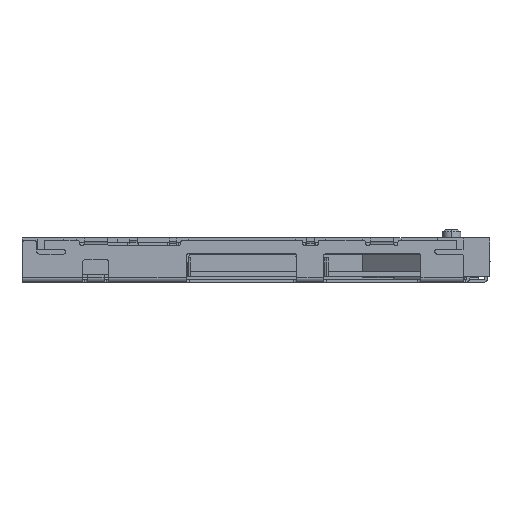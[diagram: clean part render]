
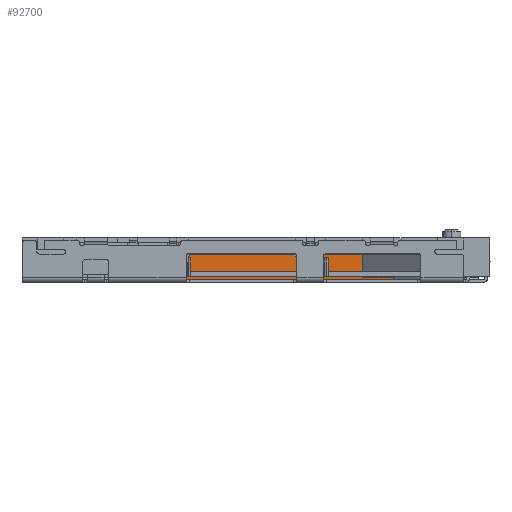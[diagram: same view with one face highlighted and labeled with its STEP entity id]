
A CAD part, left-side view. The second image highlights one B-rep face of the part: STEP entity #92700.
In plain terms, the highlighted planar face has unit normal (-1, 0, 0).
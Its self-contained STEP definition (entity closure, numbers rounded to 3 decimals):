
#23420=CARTESIAN_POINT('',(7.6,12.621,-18.4));
#23430=VERTEX_POINT('',#23420);
#28680=CARTESIAN_POINT('',(7.6,10.221,-18.4));
#28690=VERTEX_POINT('',#28680);
#31810=CARTESIAN_POINT('',(7.6,27.971,-18.4));
#31820=DIRECTION('',(0.,-1.,0.));
#31830=VECTOR('',#31820,1.);
#31840=LINE('',#31810,#31830);
#31850=CARTESIAN_POINT('',(7.6,0.521,-18.4));
#31860=VERTEX_POINT('',#31850);
#31870=EDGE_CURVE('',#28690,#31860,#31840,.T.);
#32450=CARTESIAN_POINT('',(7.6,21.721,-18.4));
#32460=VERTEX_POINT('',#32450);
#32490=EDGE_CURVE('',#32460,#23430,#31840,.T.);
#86100=CARTESIAN_POINT('',(7.6,0.521,-18.3));
#86110=VERTEX_POINT('',#86100);
#87270=CARTESIAN_POINT('',(7.6,0.521,-16.));
#87280=DIRECTION('',(0.,0.,1.));
#87290=VECTOR('',#87280,1.);
#87300=LINE('',#87270,#87290);
#87310=EDGE_CURVE('',#31860,#86110,#87300,.T.);
#91820=CARTESIAN_POINT('',(7.6,5.821,-18.3));
#91830=VERTEX_POINT('',#91820);
#91860=CARTESIAN_POINT('',(7.6,5.821,-16.));
#91870=DIRECTION('',(0.,0.,-1.));
#91880=VECTOR('',#91870,1.);
#91890=LINE('',#91860,#91880);
#91900=CARTESIAN_POINT('',(7.6,5.821,-16.65));
#91910=VERTEX_POINT('',#91900);
#91920=EDGE_CURVE('',#91910,#91830,#91890,.T.);
#92130=CARTESIAN_POINT('',(7.6,22.021,-18.3));
#92140=DIRECTION('',(0.,-1.,0.));
#92150=VECTOR('',#92140,1.);
#92160=LINE('',#92130,#92150);
#92170=EDGE_CURVE('',#91830,#86110,#92160,.T.);
#92220=CARTESIAN_POINT('',(7.6,22.021,-18.3));
#92230=DIRECTION('',(1.,0.,0.));
#92240=DIRECTION('',(0.,-1.,0.));
#92250=AXIS2_PLACEMENT_3D('',#92220,#92230,#92240);
#92260=PLANE('',#92250);
#92270=CARTESIAN_POINT('',(7.6,21.721,-16.));
#92280=DIRECTION('',(0.,0.,-1.));
#92290=VECTOR('',#92280,1.);
#92300=LINE('',#92270,#92290);
#92310=CARTESIAN_POINT('',(7.6,21.721,-16.7));
#92320=VERTEX_POINT('',#92310);
#92330=EDGE_CURVE('',#92320,#32460,#92300,.T.);
#92340=ORIENTED_EDGE('',*,*,#92330,.T.);
#92350=CARTESIAN_POINT('',(7.6,22.021,-16.7));
#92360=DIRECTION('',(0.,-1.,0.));
#92370=VECTOR('',#92360,1.);
#92380=LINE('',#92350,#92370);
#92390=CARTESIAN_POINT('',(7.6,6.321,-16.7));
#92400=VERTEX_POINT('',#92390);
#92410=EDGE_CURVE('',#92320,#92400,#92380,.T.);
#92420=ORIENTED_EDGE('',*,*,#92410,.F.);
#92430=CARTESIAN_POINT('',(7.6,6.321,-16.));
#92440=DIRECTION('',(0.,0.,-1.));
#92450=VECTOR('',#92440,1.);
#92460=LINE('',#92430,#92450);
#92470=CARTESIAN_POINT('',(7.6,6.321,-16.65));
#92480=VERTEX_POINT('',#92470);
#92490=EDGE_CURVE('',#92480,#92400,#92460,.T.);
#92500=ORIENTED_EDGE('',*,*,#92490,.T.);
#92510=CARTESIAN_POINT('',(7.6,221.892,-16.65));
#92520=DIRECTION('',(0.,-1.,0.));
#92530=VECTOR('',#92520,1.);
#92540=LINE('',#92510,#92530);
#92550=EDGE_CURVE('',#92480,#91910,#92540,.T.);
#92560=ORIENTED_EDGE('',*,*,#92550,.F.);
#92570=ORIENTED_EDGE('',*,*,#91920,.F.);
#92580=ORIENTED_EDGE('',*,*,#92170,.F.);
#92590=ORIENTED_EDGE('',*,*,#87310,.T.);
#92600=ORIENTED_EDGE('',*,*,#31870,.T.);
#92610=CARTESIAN_POINT('',(7.6,22.021,-18.4));
#92620=DIRECTION('',(-0.,1.,0.));
#92630=VECTOR('',#92620,1.);
#92640=LINE('',#92610,#92630);
#92650=EDGE_CURVE('',#28690,#23430,#92640,.T.);
#92660=ORIENTED_EDGE('',*,*,#92650,.F.);
#92670=ORIENTED_EDGE('',*,*,#32490,.T.);
#92680=EDGE_LOOP('',(#92670,#92660,#92600,#92590,#92580,#92570,#92560,
#92500,#92420,#92340));
#92690=FACE_OUTER_BOUND('',#92680,.T.);
#92700=ADVANCED_FACE('',(#92690),#92260,.F.);
